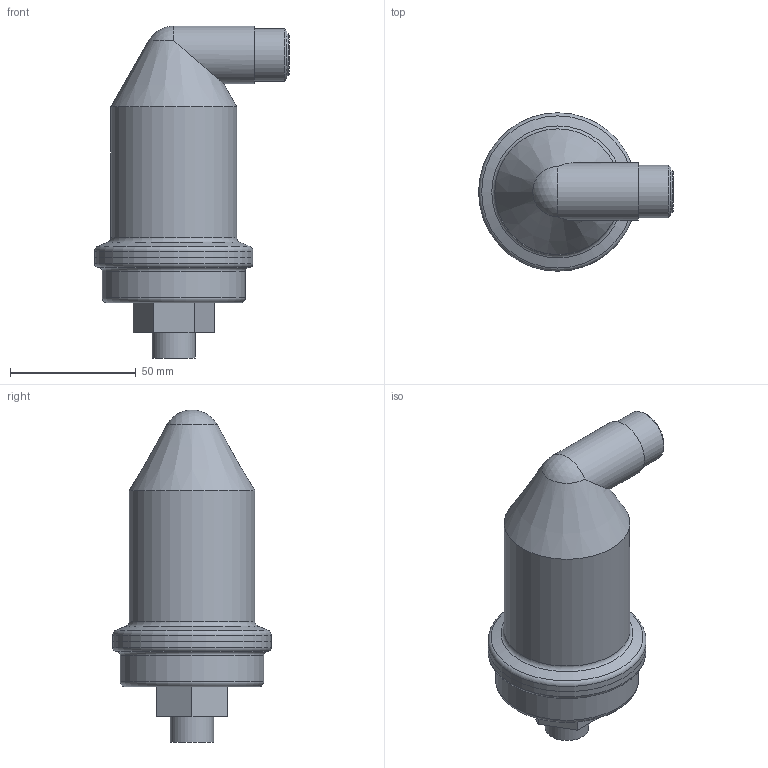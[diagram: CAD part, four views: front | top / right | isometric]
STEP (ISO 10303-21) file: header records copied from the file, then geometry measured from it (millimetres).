
FILE_DESCRIPTION(/* description */ (''),/* implementation_level */ '2;1');
FILE_NAME(/* name */ '3d_ExvoidT3_8S-9250638.stp',/* time_stamp */ '2015-12-07T14:52:12+01:00',/* author */ ('Andrzej'),/* organization */ (''),/* preprocessor_version */ 'ST-DEVELOPER v15.5',/* originating_system */ 'AutoCAD Mechanical',/* authorisation */ '');
FILE_SCHEMA (('AUTOMOTIVE_DESIGN { 1 0 10303 214 3 1 1 }'));
Length unit declared in the file: millimetre
Products named in the file (1): Product
Bounding box: 77.5 x 63 x 132 mm (x, y, z)
Volume: 222040.1 mm3; surface area: 30766.7 mm2
Topology: 2 solids, 2 shells, 44 faces, 89 edges, 56 vertices
Faces by surface type: plane 25, cylinder 9, torus 5, cone 4, sphere 1
Full cylindrical faces by diameter (mm): 10 x1, 16.662 x1, 17.2 x1, 20.955 x1, 23 x1, 50 x1, 57 x1, 63 x2
Entity records: 1154 total; most frequent: CARTESIAN_POINT 281, DIRECTION 184, ORIENTED_EDGE 134, AXIS2_PLACEMENT_3D 73, EDGE_LOOP 69, EDGE_CURVE 67, VERTEX_POINT 52, FACE_OUTER_BOUND 44
